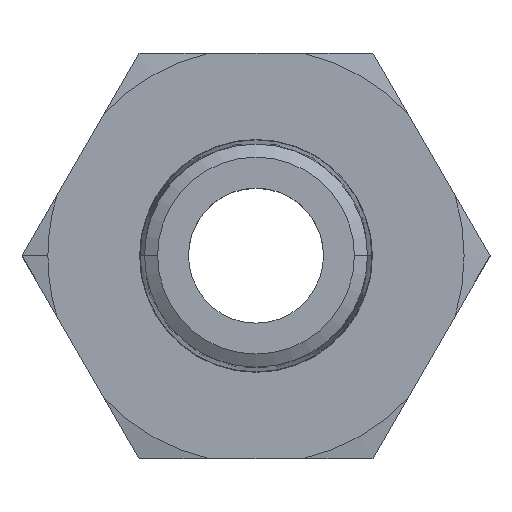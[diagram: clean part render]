
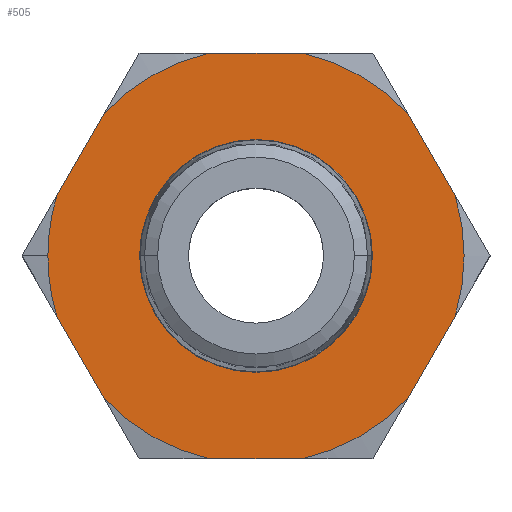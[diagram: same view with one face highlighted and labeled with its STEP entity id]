
A CAD part, top view. The second image highlights one B-rep face of the part: STEP entity #505.
In plain terms, the highlighted planar face has unit normal (0, 0, 1).
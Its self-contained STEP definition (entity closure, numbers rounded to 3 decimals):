
#76 = VERTEX_POINT ( 'NONE', #1508 ) ;
#201 = EDGE_CURVE ( 'NONE', #205, #202, #1698, .T. ) ;
#202 = VERTEX_POINT ( 'NONE', #1707 ) ;
#205 = VERTEX_POINT ( 'NONE', #1710 ) ;
#324 = VERTEX_POINT ( 'NONE', #866 ) ;
#326 = EDGE_CURVE ( 'NONE', #324, #327, #861, .T. ) ;
#327 = VERTEX_POINT ( 'NONE', #856 ) ;
#371 = EDGE_CURVE ( 'NONE', #374, #202, #913, .T. ) ;
#374 = VERTEX_POINT ( 'NONE', #938 ) ;
#412 = EDGE_CURVE ( 'NONE', #420, #413, #968, .T. ) ;
#413 = VERTEX_POINT ( 'NONE', #967 ) ;
#416 = VERTEX_POINT ( 'NONE', #959 ) ;
#420 = VERTEX_POINT ( 'NONE', #1010 ) ;
#430 = VERTEX_POINT ( 'NONE', #1040 ) ;
#450 = EDGE_CURVE ( 'NONE', #416, #430, #1077, .T. ) ;
#454 = EDGE_CURVE ( 'NONE', #327, #324, #1073, .T. ) ;
#482 = EDGE_CURVE ( 'NONE', #76, #484, #1197, .T. ) ;
#484 = VERTEX_POINT ( 'NONE', #1188 ) ;
#499 = ORIENTED_EDGE ( 'NONE', *, *, #500, .T. ) ;
#500 = EDGE_CURVE ( 'NONE', #1463, #484, #1170, .T. ) ;
#501 = ORIENTED_EDGE ( 'NONE', *, *, #482, .F. ) ;
#502 = ORIENTED_EDGE ( 'NONE', *, *, #503, .T. ) ;
#503 = EDGE_CURVE ( 'NONE', #76, #205, #1258, .T. ) ;
#504 = ORIENTED_EDGE ( 'NONE', *, *, #201, .T. ) ;
#505 = ADVANCED_FACE ( 'NONE', ( #1259, #1253 ), #1252, .F. ) ;
#506 = EDGE_LOOP ( 'NONE', ( #507, #508 ) ) ;
#507 = ORIENTED_EDGE ( 'NONE', *, *, #454, .F. ) ;
#508 = ORIENTED_EDGE ( 'NONE', *, *, #326, .F. ) ;
#509 = EDGE_LOOP ( 'NONE', ( #499, #501, #502, #504, #551, #558, #560, #552, #554, #555, #561, #562, #521 ) ) ;
#516 = EDGE_CURVE ( 'NONE', #542, #591, #1180, .T. ) ;
#521 = ORIENTED_EDGE ( 'NONE', *, *, #1452, .F. ) ;
#531 = EDGE_CURVE ( 'NONE', #542, #538, #1141, .T. ) ;
#538 = VERTEX_POINT ( 'NONE', #1137 ) ;
#542 = VERTEX_POINT ( 'NONE', #1134 ) ;
#551 = ORIENTED_EDGE ( 'NONE', *, *, #371, .F. ) ;
#552 = ORIENTED_EDGE ( 'NONE', *, *, #553, .T. ) ;
#553 = EDGE_CURVE ( 'NONE', #420, #430, #1223, .T. ) ;
#554 = ORIENTED_EDGE ( 'NONE', *, *, #450, .F. ) ;
#555 = ORIENTED_EDGE ( 'NONE', *, *, #556, .T. ) ;
#556 = EDGE_CURVE ( 'NONE', #416, #538, #1213, .T. ) ;
#558 = ORIENTED_EDGE ( 'NONE', *, *, #559, .T. ) ;
#559 = EDGE_CURVE ( 'NONE', #374, #413, #1123, .T. ) ;
#560 = ORIENTED_EDGE ( 'NONE', *, *, #412, .F. ) ;
#561 = ORIENTED_EDGE ( 'NONE', *, *, #531, .F. ) ;
#562 = ORIENTED_EDGE ( 'NONE', *, *, #516, .T. ) ;
#591 = VERTEX_POINT ( 'NONE', #1312 ) ;
#856 = CARTESIAN_POINT ( 'NONE',  ( -8.618, 0., 6.321 ) ) ;
#857 = DIRECTION ( 'NONE',  ( 1., 0., 0. ) ) ;
#858 = DIRECTION ( 'NONE',  ( 0., 0., 1. ) ) ;
#859 = CARTESIAN_POINT ( 'NONE',  ( 0., 0., 6.321 ) ) ;
#860 = AXIS2_PLACEMENT_3D ( 'NONE', #859, #858, #857 ) ;
#861 = CIRCLE ( 'NONE', #860, 8.618 ) ;
#866 = CARTESIAN_POINT ( 'NONE',  ( 8.618, 0., 6.321 ) ) ;
#909 = DIRECTION ( 'NONE',  ( -0.5, 0.866, 0. ) ) ;
#910 = VECTOR ( 'NONE', #909, 1000. ) ;
#912 = CARTESIAN_POINT ( 'NONE',  ( -20.49, 5.49, 6.321 ) ) ;
#913 = LINE ( 'NONE', #912, #910 ) ;
#938 = CARTESIAN_POINT ( 'NONE',  ( -11.235, -10.541, 6.321 ) ) ;
#959 = CARTESIAN_POINT ( 'NONE',  ( 14.746, -4.459, 6.321 ) ) ;
#960 = DIRECTION ( 'NONE',  ( -1., 0., 0. ) ) ;
#961 = VECTOR ( 'NONE', #960, 1000. ) ;
#962 = CARTESIAN_POINT ( 'NONE',  ( 0., -15., 6.321 ) ) ;
#967 = CARTESIAN_POINT ( 'NONE',  ( -3.511, -15., 6.321 ) ) ;
#968 = LINE ( 'NONE', #962, #961 ) ;
#1010 = CARTESIAN_POINT ( 'NONE',  ( 3.511, -15., 6.321 ) ) ;
#1040 = CARTESIAN_POINT ( 'NONE',  ( 11.235, -10.541, 6.321 ) ) ;
#1067 = DIRECTION ( 'NONE',  ( 1., 0., 0. ) ) ;
#1068 = DIRECTION ( 'NONE',  ( 0., 0., 1. ) ) ;
#1069 = CARTESIAN_POINT ( 'NONE',  ( 0., 0., 6.321 ) ) ;
#1070 = AXIS2_PLACEMENT_3D ( 'NONE', #1069, #1068, #1067 ) ;
#1073 = CIRCLE ( 'NONE', #1070, 8.618 ) ;
#1074 = DIRECTION ( 'NONE',  ( -0.5, -0.866, 0. ) ) ;
#1075 = VECTOR ( 'NONE', #1074, 1000. ) ;
#1076 = CARTESIAN_POINT ( 'NONE',  ( 20.49, 5.49, 6.321 ) ) ;
#1077 = LINE ( 'NONE', #1076, #1075 ) ;
#1110 = DIRECTION ( 'NONE',  ( 0.5, 0.866, 0. ) ) ;
#1111 = VECTOR ( 'NONE', #1110, 1000. ) ;
#1112 = CARTESIAN_POINT ( 'NONE',  ( 0., 0., 6.321 ) ) ;
#1119 = DIRECTION ( 'NONE',  ( 1., 0., 0. ) ) ;
#1120 = DIRECTION ( 'NONE',  ( 0., 0., 1. ) ) ;
#1121 = CARTESIAN_POINT ( 'NONE',  ( 0., 0., 6.321 ) ) ;
#1122 = AXIS2_PLACEMENT_3D ( 'NONE', #1121, #1120, #1119 ) ;
#1123 = CIRCLE ( 'NONE', #1122, 15.405 ) ;
#1134 = CARTESIAN_POINT ( 'NONE',  ( 11.235, 10.541, 6.321 ) ) ;
#1137 = CARTESIAN_POINT ( 'NONE',  ( 14.746, 4.459, 6.321 ) ) ;
#1138 = DIRECTION ( 'NONE',  ( 0.5, -0.866, 0. ) ) ;
#1139 = VECTOR ( 'NONE', #1138, 1000. ) ;
#1140 = CARTESIAN_POINT ( 'NONE',  ( 5.49, 20.49, 6.321 ) ) ;
#1141 = LINE ( 'NONE', #1140, #1139 ) ;
#1151 = DIRECTION ( 'NONE',  ( 1., 0., 0. ) ) ;
#1152 = DIRECTION ( 'NONE',  ( 0., 0., 1. ) ) ;
#1153 = AXIS2_PLACEMENT_3D ( 'NONE', #1181, #1152, #1151 ) ;
#1167 = DIRECTION ( 'NONE',  ( 1., 0., 0. ) ) ;
#1168 = DIRECTION ( 'NONE',  ( 0., 0., 1. ) ) ;
#1169 = AXIS2_PLACEMENT_3D ( 'NONE', #1112, #1168, #1167 ) ;
#1170 = CIRCLE ( 'NONE', #1169, 15.405 ) ;
#1180 = CIRCLE ( 'NONE', #1153, 15.405 ) ;
#1181 = CARTESIAN_POINT ( 'NONE',  ( 0., 0., 6.321 ) ) ;
#1183 = DIRECTION ( 'NONE',  ( -1., 0., 0. ) ) ;
#1184 = DIRECTION ( 'NONE',  ( 0., 0., -1. ) ) ;
#1185 = CARTESIAN_POINT ( 'NONE',  ( 0., 17.321, 6.321 ) ) ;
#1186 = AXIS2_PLACEMENT_3D ( 'NONE', #1185, #1184, #1183 ) ;
#1188 = CARTESIAN_POINT ( 'NONE',  ( -11.235, 10.541, 6.321 ) ) ;
#1196 = CARTESIAN_POINT ( 'NONE',  ( -5.49, 20.49, 6.321 ) ) ;
#1197 = LINE ( 'NONE', #1196, #1111 ) ;
#1209 = DIRECTION ( 'NONE',  ( 1., 0., 0. ) ) ;
#1210 = DIRECTION ( 'NONE',  ( 0., 0., 1. ) ) ;
#1211 = CARTESIAN_POINT ( 'NONE',  ( 0., 0., 6.321 ) ) ;
#1212 = AXIS2_PLACEMENT_3D ( 'NONE', #1211, #1210, #1209 ) ;
#1213 = CIRCLE ( 'NONE', #1212, 15.405 ) ;
#1214 = DIRECTION ( 'NONE',  ( 1., 0., 0. ) ) ;
#1215 = DIRECTION ( 'NONE',  ( 0., 0., 1. ) ) ;
#1216 = CARTESIAN_POINT ( 'NONE',  ( 0., 0., 6.321 ) ) ;
#1217 = AXIS2_PLACEMENT_3D ( 'NONE', #1216, #1215, #1214 ) ;
#1223 = CIRCLE ( 'NONE', #1217, 15.405 ) ;
#1252 = PLANE ( 'NONE',  #1186 ) ;
#1253 = FACE_OUTER_BOUND ( 'NONE', #509, .T. ) ;
#1254 = DIRECTION ( 'NONE',  ( 1., 0., 0. ) ) ;
#1255 = DIRECTION ( 'NONE',  ( 0., 0., 1. ) ) ;
#1256 = CARTESIAN_POINT ( 'NONE',  ( 0., 0., 6.321 ) ) ;
#1257 = AXIS2_PLACEMENT_3D ( 'NONE', #1256, #1255, #1254 ) ;
#1258 = CIRCLE ( 'NONE', #1257, 15.405 ) ;
#1259 = FACE_BOUND ( 'NONE', #506, .T. ) ;
#1287 = DIRECTION ( 'NONE',  ( 1., 0., 0. ) ) ;
#1288 = VECTOR ( 'NONE', #1287, 1000. ) ;
#1289 = CARTESIAN_POINT ( 'NONE',  ( 0., 15., 6.321 ) ) ;
#1300 = CARTESIAN_POINT ( 'NONE',  ( -3.511, 15., 6.321 ) ) ;
#1301 = LINE ( 'NONE', #1289, #1288 ) ;
#1312 = CARTESIAN_POINT ( 'NONE',  ( 3.511, 15., 6.321 ) ) ;
#1401 = DIRECTION ( 'NONE',  ( 0., 0., 1. ) ) ;
#1407 = DIRECTION ( 'NONE',  ( 1., 0., 0. ) ) ;
#1452 = EDGE_CURVE ( 'NONE', #1463, #591, #1301, .T. ) ;
#1463 = VERTEX_POINT ( 'NONE', #1300 ) ;
#1508 = CARTESIAN_POINT ( 'NONE',  ( -14.746, 4.459, 6.321 ) ) ;
#1696 = CARTESIAN_POINT ( 'NONE',  ( 0., 0., 6.321 ) ) ;
#1697 = AXIS2_PLACEMENT_3D ( 'NONE', #1696, #1401, #1407 ) ;
#1698 = CIRCLE ( 'NONE', #1697, 15.405 ) ;
#1707 = CARTESIAN_POINT ( 'NONE',  ( -14.746, -4.459, 6.321 ) ) ;
#1710 = CARTESIAN_POINT ( 'NONE',  ( -15.405, 0., 6.321 ) ) ;
